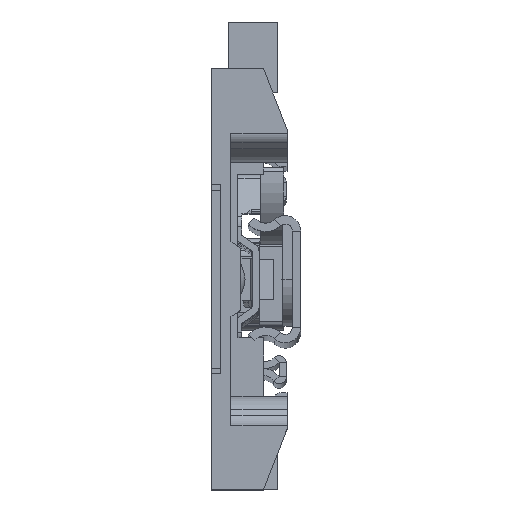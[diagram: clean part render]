
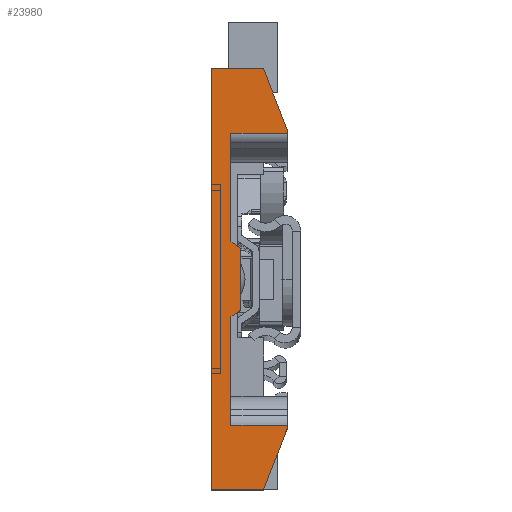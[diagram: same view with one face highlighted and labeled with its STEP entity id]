
A CAD part, top view. The second image highlights one B-rep face of the part: STEP entity #23980.
In plain terms, the highlighted face is planar.
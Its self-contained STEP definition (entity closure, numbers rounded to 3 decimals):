
#864 = VERTEX_POINT ( 'NONE', #30247 ) ;
#1109 = ORIENTED_EDGE ( 'NONE', *, *, #30441, .F. ) ;
#2103 = EDGE_CURVE ( 'NONE', #22524, #22557, #27468, .T. ) ;
#2127 = VECTOR ( 'NONE', #22675, 1000. ) ;
#2203 = VERTEX_POINT ( 'NONE', #4965 ) ;
#3050 = VERTEX_POINT ( 'NONE', #34746 ) ;
#3251 = CARTESIAN_POINT ( 'NONE',  ( 73., 4.2, -30. ) ) ;
#3291 = VECTOR ( 'NONE', #19098, 1000. ) ;
#3457 = CARTESIAN_POINT ( 'NONE',  ( 82., 16.2, -30. ) ) ;
#3782 = ORIENTED_EDGE ( 'NONE', *, *, #27884, .T. ) ;
#3797 = DIRECTION ( 'NONE',  ( 1., 0., 0. ) ) ;
#4074 = LINE ( 'NONE', #4254, #13867 ) ;
#4093 = ORIENTED_EDGE ( 'NONE', *, *, #31876, .T. ) ;
#4254 = CARTESIAN_POINT ( 'NONE',  ( 56.6, 6.2, -30. ) ) ;
#4399 = EDGE_CURVE ( 'NONE', #36380, #3050, #23654, .T. ) ;
#4965 = CARTESIAN_POINT ( 'NONE',  ( 56.6, 6.2, -30. ) ) ;
#5290 = ORIENTED_EDGE ( 'NONE', *, *, #4399, .T. ) ;
#5569 = CARTESIAN_POINT ( 'NONE',  ( 95., 11.144, -30. ) ) ;
#5580 = VECTOR ( 'NONE', #25906, 1000. ) ;
#5958 = ORIENTED_EDGE ( 'NONE', *, *, #18777, .T. ) ;
#5998 = ORIENTED_EDGE ( 'NONE', *, *, #24663, .T. ) ;
#6903 = CARTESIAN_POINT ( 'NONE',  ( 42., 4.2, -30. ) ) ;
#7559 = LINE ( 'NONE', #27460, #20486 ) ;
#7766 = ORIENTED_EDGE ( 'NONE', *, *, #30098, .T. ) ;
#8160 = LINE ( 'NONE', #19511, #26384 ) ;
#8666 = LINE ( 'NONE', #3457, #11613 ) ;
#8968 = LINE ( 'NONE', #34982, #5580 ) ;
#9372 = VERTEX_POINT ( 'NONE', #5569 ) ;
#9380 = CARTESIAN_POINT ( 'NONE',  ( 73., 11.1, -30. ) ) ;
#9382 = CARTESIAN_POINT ( 'NONE',  ( 5., 11.144, -30. ) ) ;
#9690 = ORIENTED_EDGE ( 'NONE', *, *, #13196, .T. ) ;
#9771 = EDGE_CURVE ( 'NONE', #22557, #11763, #36733, .T. ) ;
#9858 = EDGE_CURVE ( 'NONE', #23888, #9372, #8666, .T. ) ;
#10157 = CARTESIAN_POINT ( 'NONE',  ( 95., 11.1, -30. ) ) ;
#10980 = CARTESIAN_POINT ( 'NONE',  ( 81.243, 11.1, -30. ) ) ;
#11307 = LINE ( 'NONE', #27698, #2127 ) ;
#11613 = VECTOR ( 'NONE', #14604, 1000. ) ;
#11763 = VERTEX_POINT ( 'NONE', #32156 ) ;
#12008 = EDGE_LOOP ( 'NONE', ( #34614, #5998, #1109, #25446, #19205, #5958, #3782, #7766, #5290, #4093, #12694, #9690, #26268, #18812 ) ) ;
#12098 = DIRECTION ( 'NONE',  ( 0.574, 0.819, 0. ) ) ;
#12612 = EDGE_CURVE ( 'NONE', #15816, #23888, #17063, .T. ) ;
#12694 = ORIENTED_EDGE ( 'NONE', *, *, #28603, .T. ) ;
#13196 = EDGE_CURVE ( 'NONE', #864, #33563, #17577, .T. ) ;
#13685 = CARTESIAN_POINT ( 'NONE',  ( 5., 11.1, -30. ) ) ;
#13686 = CARTESIAN_POINT ( 'NONE',  ( 5., 11.144, -30. ) ) ;
#13867 = VECTOR ( 'NONE', #34946, 1000. ) ;
#14130 = LINE ( 'NONE', #10980, #20008 ) ;
#14314 = DIRECTION ( 'NONE',  ( 0., 1., 0. ) ) ;
#14604 = DIRECTION ( 'NONE',  ( 0.932, -0.362, 0. ) ) ;
#15816 = VERTEX_POINT ( 'NONE', #30389 ) ;
#16301 = DIRECTION ( 'NONE',  ( 0., 1., 0. ) ) ;
#17063 = LINE ( 'NONE', #33977, #36022 ) ;
#17406 = DIRECTION ( 'NONE',  ( 1., 0., 0. ) ) ;
#17577 = LINE ( 'NONE', #3251, #35465 ) ;
#17950 = PLANE ( 'NONE',  #26033 ) ;
#18777 = EDGE_CURVE ( 'NONE', #11763, #34705, #8968, .T. ) ;
#18812 = ORIENTED_EDGE ( 'NONE', *, *, #12612, .T. ) ;
#19098 = DIRECTION ( 'NONE',  ( 0.932, 0.362, 0. ) ) ;
#19205 = ORIENTED_EDGE ( 'NONE', *, *, #9771, .T. ) ;
#19511 = CARTESIAN_POINT ( 'NONE',  ( 73., 4.2, -30. ) ) ;
#20008 = VECTOR ( 'NONE', #14314, 1000. ) ;
#20203 = CARTESIAN_POINT ( 'NONE',  ( 81.243, 4.2, -30. ) ) ;
#20486 = VECTOR ( 'NONE', #17406, 1000. ) ;
#20733 = DIRECTION ( 'NONE',  ( -1., 0., 0. ) ) ;
#22524 = VERTEX_POINT ( 'NONE', #31544 ) ;
#22557 = VERTEX_POINT ( 'NONE', #9382 ) ;
#22675 = DIRECTION ( 'NONE',  ( 1., 0., 0. ) ) ;
#23595 = DIRECTION ( 'NONE',  ( 0., -1., 0. ) ) ;
#23654 = LINE ( 'NONE', #6903, #26965 ) ;
#23888 = VERTEX_POINT ( 'NONE', #31901 ) ;
#23920 = CARTESIAN_POINT ( 'NONE',  ( 18.757, 16.2, -30. ) ) ;
#23980 = ADVANCED_FACE ( 'NONE', ( #34861 ), #17950, .T. ) ;
#24663 = EDGE_CURVE ( 'NONE', #9372, #27626, #32671, .T. ) ;
#24986 = LINE ( 'NONE', #25359, #33380 ) ;
#25260 = DIRECTION ( 'NONE',  ( 1., 0., 0. ) ) ;
#25359 = CARTESIAN_POINT ( 'NONE',  ( 18.757, 11.1, -30. ) ) ;
#25446 = ORIENTED_EDGE ( 'NONE', *, *, #2103, .T. ) ;
#25906 = DIRECTION ( 'NONE',  ( 1., 0., 0. ) ) ;
#26033 = AXIS2_PLACEMENT_3D ( 'NONE', #9380, #29824, #20733 ) ;
#26268 = ORIENTED_EDGE ( 'NONE', *, *, #32703, .T. ) ;
#26384 = VECTOR ( 'NONE', #30854, 1000. ) ;
#26965 = VECTOR ( 'NONE', #12098, 1000. ) ;
#27291 = CARTESIAN_POINT ( 'NONE',  ( 95., 0., -30. ) ) ;
#27460 = CARTESIAN_POINT ( 'NONE',  ( 0., 0., -30. ) ) ;
#27468 = LINE ( 'NONE', #13685, #35689 ) ;
#27626 = VERTEX_POINT ( 'NONE', #27291 ) ;
#27698 = CARTESIAN_POINT ( 'NONE',  ( 73., 6.2, -30. ) ) ;
#27884 = EDGE_CURVE ( 'NONE', #34705, #32201, #24986, .T. ) ;
#28603 = EDGE_CURVE ( 'NONE', #2203, #864, #4074, .T. ) ;
#29824 = DIRECTION ( 'NONE',  ( 0., 0., -1. ) ) ;
#30098 = EDGE_CURVE ( 'NONE', #32201, #36380, #8160, .T. ) ;
#30247 = CARTESIAN_POINT ( 'NONE',  ( 58., 4.2, -30. ) ) ;
#30389 = CARTESIAN_POINT ( 'NONE',  ( 81.243, 16.2, -30. ) ) ;
#30441 = EDGE_CURVE ( 'NONE', #22524, #27626, #7559, .T. ) ;
#30854 = DIRECTION ( 'NONE',  ( 1., 0., 0. ) ) ;
#31544 = CARTESIAN_POINT ( 'NONE',  ( 5., 0., -30. ) ) ;
#31876 = EDGE_CURVE ( 'NONE', #3050, #2203, #11307, .T. ) ;
#31901 = CARTESIAN_POINT ( 'NONE',  ( 82., 16.2, -30. ) ) ;
#32156 = CARTESIAN_POINT ( 'NONE',  ( 18., 16.2, -30. ) ) ;
#32201 = VERTEX_POINT ( 'NONE', #34095 ) ;
#32671 = LINE ( 'NONE', #10157, #36738 ) ;
#32703 = EDGE_CURVE ( 'NONE', #33563, #15816, #14130, .T. ) ;
#33380 = VECTOR ( 'NONE', #33893, 1000. ) ;
#33563 = VERTEX_POINT ( 'NONE', #20203 ) ;
#33893 = DIRECTION ( 'NONE',  ( 0., -1., 0. ) ) ;
#33977 = CARTESIAN_POINT ( 'NONE',  ( 0., 16.2, -30. ) ) ;
#34095 = CARTESIAN_POINT ( 'NONE',  ( 18.757, 4.2, -30. ) ) ;
#34614 = ORIENTED_EDGE ( 'NONE', *, *, #9858, .T. ) ;
#34705 = VERTEX_POINT ( 'NONE', #23920 ) ;
#34746 = CARTESIAN_POINT ( 'NONE',  ( 43.4, 6.2, -30. ) ) ;
#34861 = FACE_OUTER_BOUND ( 'NONE', #12008, .T. ) ;
#34946 = DIRECTION ( 'NONE',  ( 0.574, -0.819, 0. ) ) ;
#34982 = CARTESIAN_POINT ( 'NONE',  ( 0., 16.2, -30. ) ) ;
#35465 = VECTOR ( 'NONE', #3797, 1000. ) ;
#35689 = VECTOR ( 'NONE', #16301, 1000. ) ;
#36022 = VECTOR ( 'NONE', #25260, 1000. ) ;
#36380 = VERTEX_POINT ( 'NONE', #36753 ) ;
#36733 = LINE ( 'NONE', #13686, #3291 ) ;
#36738 = VECTOR ( 'NONE', #23595, 1000. ) ;
#36753 = CARTESIAN_POINT ( 'NONE',  ( 42., 4.2, -30. ) ) ;
